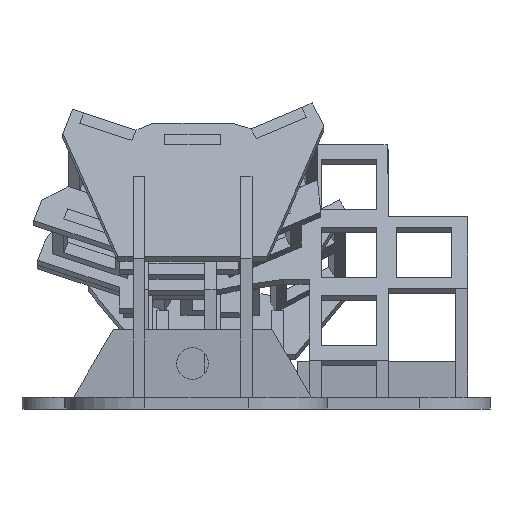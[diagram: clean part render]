
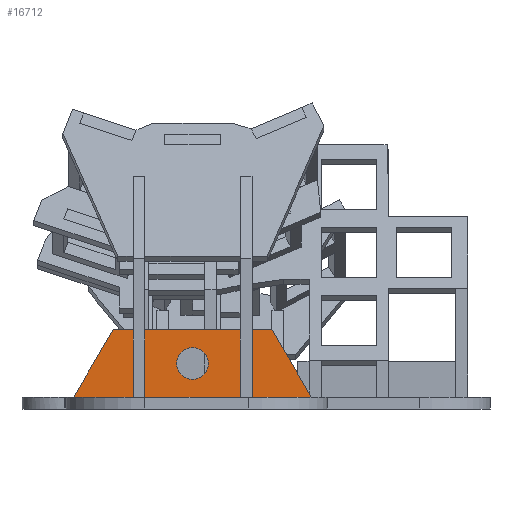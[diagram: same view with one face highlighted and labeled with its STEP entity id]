
A CAD part, front view. The second image highlights one B-rep face of the part: STEP entity #16712.
In plain terms, the highlighted planar face has unit normal (0, -1, 0).
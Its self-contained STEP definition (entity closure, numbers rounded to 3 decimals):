
#109=FACE_BOUND('',#1318,.T.);
#183=CIRCLE('',#17604,4.);
#419=FACE_OUTER_BOUND('',#1317,.T.);
#1317=EDGE_LOOP('',(#12028,#12029,#12030,#12031,#12032,#12033,#12034,#12035,
#12036,#12037,#12038,#12039,#12040,#12041,#12042,#12043,#12044,#12045,#12046,
#12047));
#1318=EDGE_LOOP('',(#12048));
#2587=LINE('',#23813,#4975);
#2590=LINE('',#23819,#4978);
#2593=LINE('',#23825,#4981);
#2596=LINE('',#23831,#4984);
#2599=LINE('',#23837,#4987);
#2602=LINE('',#23843,#4990);
#2605=LINE('',#23849,#4993);
#2608=LINE('',#23855,#4996);
#2611=LINE('',#23861,#4999);
#2614=LINE('',#23867,#5002);
#2617=LINE('',#23873,#5005);
#2620=LINE('',#23879,#5008);
#2623=LINE('',#23885,#5011);
#2626=LINE('',#23891,#5014);
#2629=LINE('',#23897,#5017);
#2632=LINE('',#23903,#5020);
#2635=LINE('',#23909,#5023);
#2638=LINE('',#23915,#5026);
#2641=LINE('',#23921,#5029);
#2644=LINE('',#23925,#5032);
#4975=VECTOR('',#19216,10.);
#4978=VECTOR('',#19221,10.);
#4981=VECTOR('',#19226,10.);
#4984=VECTOR('',#19231,10.);
#4987=VECTOR('',#19236,10.);
#4990=VECTOR('',#19241,10.);
#4993=VECTOR('',#19246,10.);
#4996=VECTOR('',#19251,10.);
#4999=VECTOR('',#19256,10.);
#5002=VECTOR('',#19261,10.);
#5005=VECTOR('',#19266,10.);
#5008=VECTOR('',#19271,10.);
#5011=VECTOR('',#19276,10.);
#5014=VECTOR('',#19281,10.);
#5017=VECTOR('',#19286,10.);
#5020=VECTOR('',#19291,10.);
#5023=VECTOR('',#19296,10.);
#5026=VECTOR('',#19301,10.);
#5029=VECTOR('',#19306,10.);
#5032=VECTOR('',#19311,10.);
#7190=VERTEX_POINT('',#23801);
#7194=VERTEX_POINT('',#23810);
#7195=VERTEX_POINT('',#23812);
#7197=VERTEX_POINT('',#23818);
#7199=VERTEX_POINT('',#23824);
#7201=VERTEX_POINT('',#23830);
#7203=VERTEX_POINT('',#23836);
#7205=VERTEX_POINT('',#23842);
#7207=VERTEX_POINT('',#23848);
#7209=VERTEX_POINT('',#23854);
#7211=VERTEX_POINT('',#23860);
#7213=VERTEX_POINT('',#23866);
#7215=VERTEX_POINT('',#23872);
#7217=VERTEX_POINT('',#23878);
#7219=VERTEX_POINT('',#23884);
#7221=VERTEX_POINT('',#23890);
#7223=VERTEX_POINT('',#23896);
#7225=VERTEX_POINT('',#23902);
#7227=VERTEX_POINT('',#23908);
#7229=VERTEX_POINT('',#23914);
#7231=VERTEX_POINT('',#23920);
#8980=EDGE_CURVE('',#7190,#7190,#183,.T.);
#8985=EDGE_CURVE('',#7195,#7194,#2587,.T.);
#8988=EDGE_CURVE('',#7197,#7195,#2590,.T.);
#8991=EDGE_CURVE('',#7199,#7197,#2593,.T.);
#8994=EDGE_CURVE('',#7201,#7199,#2596,.T.);
#8997=EDGE_CURVE('',#7203,#7201,#2599,.T.);
#9000=EDGE_CURVE('',#7205,#7203,#2602,.T.);
#9003=EDGE_CURVE('',#7207,#7205,#2605,.T.);
#9006=EDGE_CURVE('',#7209,#7207,#2608,.T.);
#9009=EDGE_CURVE('',#7211,#7209,#2611,.T.);
#9012=EDGE_CURVE('',#7213,#7211,#2614,.T.);
#9015=EDGE_CURVE('',#7215,#7213,#2617,.T.);
#9018=EDGE_CURVE('',#7217,#7215,#2620,.T.);
#9021=EDGE_CURVE('',#7219,#7217,#2623,.T.);
#9024=EDGE_CURVE('',#7221,#7219,#2626,.T.);
#9027=EDGE_CURVE('',#7223,#7221,#2629,.T.);
#9030=EDGE_CURVE('',#7225,#7223,#2632,.T.);
#9033=EDGE_CURVE('',#7227,#7225,#2635,.T.);
#9036=EDGE_CURVE('',#7229,#7227,#2638,.T.);
#9039=EDGE_CURVE('',#7231,#7229,#2641,.T.);
#9042=EDGE_CURVE('',#7194,#7231,#2644,.T.);
#12028=ORIENTED_EDGE('',*,*,#9042,.T.);
#12029=ORIENTED_EDGE('',*,*,#9039,.T.);
#12030=ORIENTED_EDGE('',*,*,#9036,.T.);
#12031=ORIENTED_EDGE('',*,*,#9033,.T.);
#12032=ORIENTED_EDGE('',*,*,#9030,.T.);
#12033=ORIENTED_EDGE('',*,*,#9027,.T.);
#12034=ORIENTED_EDGE('',*,*,#9024,.T.);
#12035=ORIENTED_EDGE('',*,*,#9021,.T.);
#12036=ORIENTED_EDGE('',*,*,#9018,.T.);
#12037=ORIENTED_EDGE('',*,*,#9015,.T.);
#12038=ORIENTED_EDGE('',*,*,#9012,.T.);
#12039=ORIENTED_EDGE('',*,*,#9009,.T.);
#12040=ORIENTED_EDGE('',*,*,#9006,.T.);
#12041=ORIENTED_EDGE('',*,*,#9003,.T.);
#12042=ORIENTED_EDGE('',*,*,#9000,.T.);
#12043=ORIENTED_EDGE('',*,*,#8997,.T.);
#12044=ORIENTED_EDGE('',*,*,#8994,.T.);
#12045=ORIENTED_EDGE('',*,*,#8991,.T.);
#12046=ORIENTED_EDGE('',*,*,#8988,.T.);
#12047=ORIENTED_EDGE('',*,*,#8985,.T.);
#12048=ORIENTED_EDGE('',*,*,#8980,.T.);
#15844=PLANE('',#17626);
#16712=ADVANCED_FACE('',(#419,#109),#15844,.T.);
#17604=AXIS2_PLACEMENT_3D('',#23802,#19207,#19208);
#17626=AXIS2_PLACEMENT_3D('',#23926,#19312,#19313);
#19207=DIRECTION('center_axis',(0.,1.,0.));
#19208=DIRECTION('ref_axis',(1.,0.,0.));
#19216=DIRECTION('',(1.,0.,0.));
#19221=DIRECTION('',(0.,0.,-1.));
#19226=DIRECTION('',(1.,0.,0.));
#19231=DIRECTION('',(-0.507,0.,-0.862));
#19236=DIRECTION('',(-1.,0.,0.));
#19241=DIRECTION('',(0.,0.,1.));
#19246=DIRECTION('',(-1.,0.,0.));
#19251=DIRECTION('',(0.,0.,-1.));
#19256=DIRECTION('',(-1.,0.,0.));
#19261=DIRECTION('',(0.,0.,1.));
#19266=DIRECTION('',(-1.,0.,0.));
#19271=DIRECTION('',(0.,0.,-1.));
#19276=DIRECTION('',(-1.,0.,0.));
#19281=DIRECTION('',(-0.507,0.,0.862));
#19286=DIRECTION('',(1.,0.,0.));
#19291=DIRECTION('',(0.,0.,1.));
#19296=DIRECTION('',(1.,0.,0.));
#19301=DIRECTION('',(0.,0.,-1.));
#19306=DIRECTION('',(1.,0.,0.));
#19311=DIRECTION('',(0.,0.,1.));
#19312=DIRECTION('center_axis',(0.,-1.,0.));
#19313=DIRECTION('ref_axis',(1.,0.,0.));
#23801=CARTESIAN_POINT('',(59.,44.034,11.5));
#23802=CARTESIAN_POINT('Origin',(63.,44.034,11.5));
#23810=CARTESIAN_POINT('',(61.,44.034,0.));
#23812=CARTESIAN_POINT('',(36.,44.034,0.));
#23813=CARTESIAN_POINT('',(36.,44.034,0.));
#23818=CARTESIAN_POINT('',(36.,44.034,3.));
#23819=CARTESIAN_POINT('',(36.,44.034,3.));
#23824=CARTESIAN_POINT('',(33.,44.034,3.));
#23825=CARTESIAN_POINT('',(33.,44.034,3.));
#23830=CARTESIAN_POINT('',(43.,44.034,20.));
#23831=CARTESIAN_POINT('',(43.,44.034,20.));
#23836=CARTESIAN_POINT('',(48.,44.034,20.));
#23837=CARTESIAN_POINT('',(48.,44.034,20.));
#23842=CARTESIAN_POINT('',(48.,44.034,10.));
#23843=CARTESIAN_POINT('',(48.,44.034,10.));
#23848=CARTESIAN_POINT('',(51.,44.034,10.));
#23849=CARTESIAN_POINT('',(51.,44.034,10.));
#23854=CARTESIAN_POINT('',(51.,44.034,20.));
#23855=CARTESIAN_POINT('',(51.,44.034,20.));
#23860=CARTESIAN_POINT('',(75.,44.034,20.));
#23861=CARTESIAN_POINT('',(75.,44.034,20.));
#23866=CARTESIAN_POINT('',(75.,44.034,10.));
#23867=CARTESIAN_POINT('',(75.,44.034,10.));
#23872=CARTESIAN_POINT('',(78.,44.034,10.));
#23873=CARTESIAN_POINT('',(78.,44.034,10.));
#23878=CARTESIAN_POINT('',(78.,44.034,20.));
#23879=CARTESIAN_POINT('',(78.,44.034,20.));
#23884=CARTESIAN_POINT('',(83.,44.034,20.));
#23885=CARTESIAN_POINT('',(83.,44.034,20.));
#23890=CARTESIAN_POINT('',(93.,44.034,3.));
#23891=CARTESIAN_POINT('',(93.,44.034,3.));
#23896=CARTESIAN_POINT('',(90.,44.034,3.));
#23897=CARTESIAN_POINT('',(90.,44.034,3.));
#23902=CARTESIAN_POINT('',(90.,44.034,0.));
#23903=CARTESIAN_POINT('',(90.,44.034,0.));
#23908=CARTESIAN_POINT('',(65.,44.034,0.));
#23909=CARTESIAN_POINT('',(65.,44.034,0.));
#23914=CARTESIAN_POINT('',(65.,44.034,3.));
#23915=CARTESIAN_POINT('',(65.,44.034,3.));
#23920=CARTESIAN_POINT('',(61.,44.034,3.));
#23921=CARTESIAN_POINT('',(61.,44.034,3.));
#23925=CARTESIAN_POINT('',(61.,44.034,0.));
#23926=CARTESIAN_POINT('Origin',(63.,44.034,10.));
